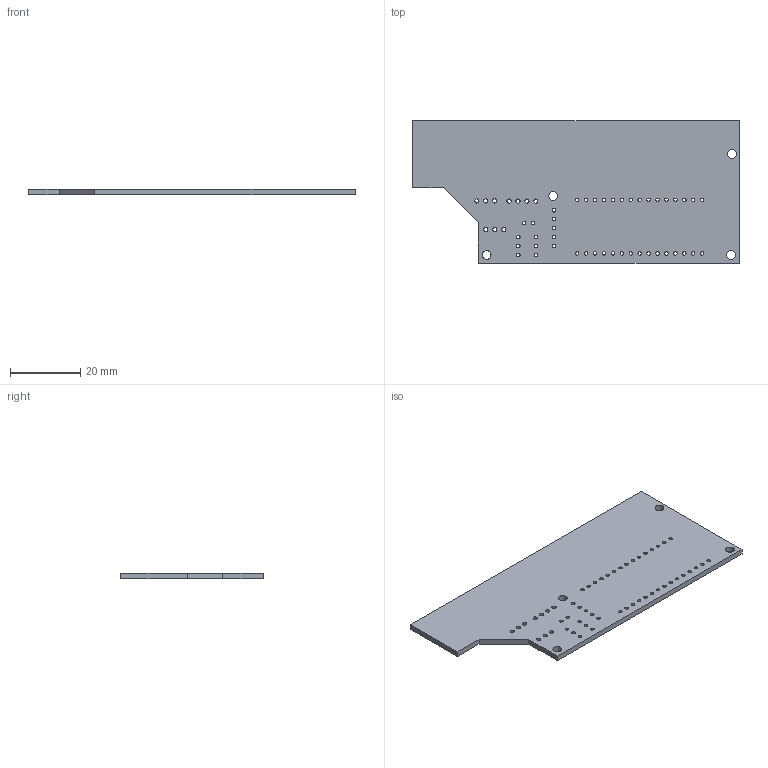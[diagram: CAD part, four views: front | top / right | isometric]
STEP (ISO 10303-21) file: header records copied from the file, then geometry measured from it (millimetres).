
FILE_DESCRIPTION(('FreeCAD Model'),'2;1');
FILE_NAME('RWR Control Panel.step', '2019-11-16T12:32:38',('Author'),(''), 'Open CASCADE STEP processor 7.2','FreeCAD','Unknown');
FILE_SCHEMA(('AUTOMOTIVE_DESIGN { 1 0 10303 214 1 1 1 1 }'));
Length unit declared in the file: millimetre
Products named in the file (5): RWR_Control_Panel; Board_Geoms; Local_CS; Pcb; Step_Models
Assembly tree (4 placements, depth 3):
  RWR_Control_Panel
    Board_Geoms
      Local_CS
      Pcb
    Step_Models
Bounding box: 93.03 x 40.64 x 1.6 mm (x, y, z)
Volume: 5378.4 mm3; surface area: 7468.1 mm2
Topology: 1 solids, 1 shells, 66 faces, 192 edges, 128 vertices
Faces by surface type: cylinder 57, plane 9
Full cylindrical faces by diameter (mm): 1 x43, 1.2 x10, 2.5 x4
Entity records: 2571 total; most frequent: DIRECTION 448, CARTESIAN_POINT 391, ORIENTED_EDGE 384, EDGE_CURVE 192, AXIS2_PLACEMENT_3D 185, FACE_BOUND 180, EDGE_LOOP 180, VERTEX_POINT 128
